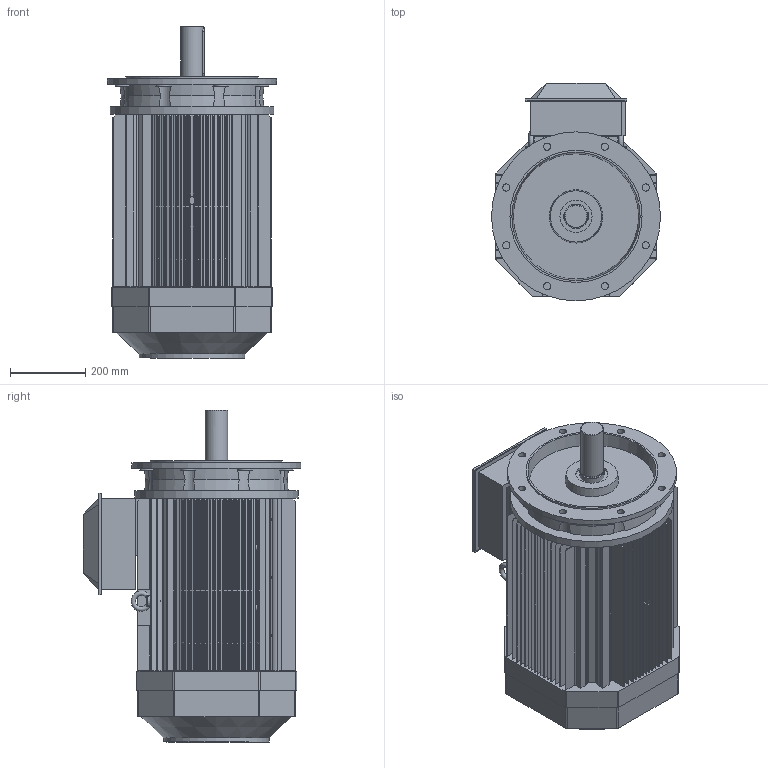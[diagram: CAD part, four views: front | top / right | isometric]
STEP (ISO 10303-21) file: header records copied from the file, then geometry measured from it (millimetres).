
FILE_DESCRIPTION((''),'2;1');
FILE_NAME('3GZV100086-33.stp','2015-07-02T12:22:46',('sejotaa1'),(''),'Autodesk Inventor 2011','Autodesk Inventor 2011','');
FILE_SCHEMA(('AUTOMOTIVE_DESIGN { 1 0 10303 214 1 1 1 1 }'));
Length unit declared in the file: millimetre
Products named in the file (1): 3GZV100086-33
Bounding box: 448 x 577.6 x 879.99 mm (x, y, z)
Volume: 107050009.9 mm3; surface area: 8745022.5 mm2
Topology: 18 solids, 18 shells, 2110 faces, 5724 edges, 3770 vertices
Faces by surface type: plane 996, cylinder 938, cone 78, bspline 70, torus 28
Full cylindrical faces by diameter (mm): 3.3 x8, 5.5 x8, 12 x4, 16 x2, 19 x16, 57 x2, 59 x2, 59.4 x4, 60 x6, 63 x4, 64.4 x2, 65 x2, 71 x2, 75 x2, 76 x2, 85 x2, 279.576 x2, 350 x2, 364 x2, 372 x4, 434 x2, 448 x2
Entity records: 72967 total; most frequent: CARTESIAN_POINT 16947, DIRECTION 11536, ORIENTED_EDGE 11084, EDGE_CURVE 5542, AXIS2_PLACEMENT_3D 4263, VERTEX_POINT 3732, VECTOR 3010, LINE 3010
